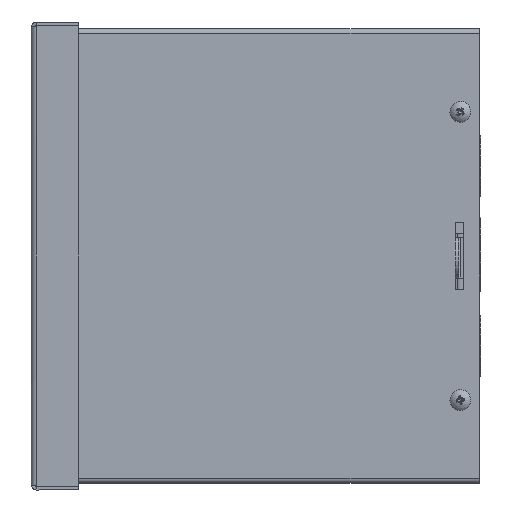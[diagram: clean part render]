
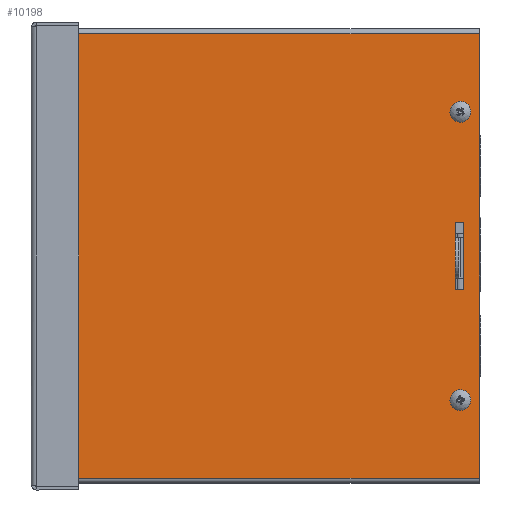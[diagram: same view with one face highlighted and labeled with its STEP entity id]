
A CAD part, front view. The second image highlights one B-rep face of the part: STEP entity #10198.
In plain terms, the highlighted face is planar.
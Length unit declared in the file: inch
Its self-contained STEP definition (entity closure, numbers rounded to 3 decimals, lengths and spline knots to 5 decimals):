
#9450=CARTESIAN_POINT('',(-2.172,-1.344,0.062));
#9451=VERTEX_POINT('',#9450);
#9452=CARTESIAN_POINT('',(-2.3285,-1.344,0.062));
#9453=DIRECTION('',(0.0,0.0,-1.0));
#9454=DIRECTION('',(-1.0,0.0,0.0));
#9455=AXIS2_PLACEMENT_3D('',#9452,#9453,#9454);
#9456=CIRCLE('',#9455,0.1565);
#9457=EDGE_CURVE('',#9451,#9451,#9456,.T.);
#9478=CARTESIAN_POINT('',(-7.485,-1.344,0.062));
#9479=VERTEX_POINT('',#9478);
#9480=CARTESIAN_POINT('',(-7.6415,-1.344,0.062));
#9481=DIRECTION('',(0.0,0.0,-1.0));
#9482=DIRECTION('',(-1.0,0.0,0.0));
#9483=AXIS2_PLACEMENT_3D('',#9480,#9481,#9482);
#9484=CIRCLE('',#9483,0.1565);
#9485=EDGE_CURVE('',#9479,#9479,#9484,.T.);
#9506=CARTESIAN_POINT('',(-2.172,-8.656,0.062));
#9507=VERTEX_POINT('',#9506);
#9508=CARTESIAN_POINT('',(-2.3285,-8.656,0.062));
#9509=DIRECTION('',(0.0,0.0,-1.0));
#9510=DIRECTION('',(-1.0,0.0,0.0));
#9511=AXIS2_PLACEMENT_3D('',#9508,#9509,#9510);
#9512=CIRCLE('',#9511,0.1565);
#9513=EDGE_CURVE('',#9507,#9507,#9512,.T.);
#9534=CARTESIAN_POINT('',(-7.485,-8.656,0.062));
#9535=VERTEX_POINT('',#9534);
#9536=CARTESIAN_POINT('',(-7.6415,-8.656,0.062));
#9537=DIRECTION('',(0.0,0.0,-1.0));
#9538=DIRECTION('',(-1.0,0.0,0.0));
#9539=AXIS2_PLACEMENT_3D('',#9536,#9537,#9538);
#9540=CIRCLE('',#9539,0.1565);
#9541=EDGE_CURVE('',#9535,#9535,#9540,.T.);
#9551=CARTESIAN_POINT('',(-5.6095,-8.56588,0.062));
#9552=VERTEX_POINT('',#9551);
#9553=CARTESIAN_POINT('',(-4.3595,-8.56588,0.062));
#9554=VERTEX_POINT('',#9553);
#9555=CARTESIAN_POINT('',(-5.6095,-8.56588,0.062));
#9556=DIRECTION('',(1.0,0.0,0.0));
#9557=VECTOR('',#9556,1.25);
#9558=LINE('',#9555,#9557);
#9559=EDGE_CURVE('',#9552,#9554,#9558,.T.);
#9591=CARTESIAN_POINT('',(-5.6095,-8.72213,0.062));
#9592=VERTEX_POINT('',#9591);
#9593=CARTESIAN_POINT('',(-5.6095,-8.72213,0.062));
#9594=DIRECTION('',(0.0,1.0,0.0));
#9595=VECTOR('',#9594,0.15625);
#9596=LINE('',#9593,#9595);
#9597=EDGE_CURVE('',#9592,#9552,#9596,.T.);
#9622=CARTESIAN_POINT('',(-4.3595,-8.72213,0.062));
#9623=VERTEX_POINT('',#9622);
#9624=CARTESIAN_POINT('',(-4.3595,-8.72213,0.062));
#9625=DIRECTION('',(-1.0,0.0,0.0));
#9626=VECTOR('',#9625,1.25);
#9627=LINE('',#9624,#9626);
#9628=EDGE_CURVE('',#9623,#9592,#9627,.T.);
#9660=CARTESIAN_POINT('',(-4.3595,-8.56588,0.062));
#9661=DIRECTION('',(0.0,-1.0,0.0));
#9662=VECTOR('',#9661,0.15625);
#9663=LINE('',#9660,#9662);
#9664=EDGE_CURVE('',#9554,#9623,#9663,.T.);
#9685=CARTESIAN_POINT('',(-0.89075,-1.,0.062));
#9686=VERTEX_POINT('',#9685);
#9694=CARTESIAN_POINT('',(-0.89075,-9.,0.062));
#9695=VERTEX_POINT('',#9694);
#9696=CARTESIAN_POINT('',(-0.89075,-9.,0.062));
#9697=DIRECTION('',(0.0,1.0,0.0));
#9698=VECTOR('',#9697,8.);
#9699=LINE('',#9696,#9698);
#9700=EDGE_CURVE('',#9695,#9686,#9699,.T.);
#9921=CARTESIAN_POINT('',(-9.07925,-9.,0.062));
#9922=VERTEX_POINT('',#9921);
#9930=CARTESIAN_POINT('',(-9.07925,-1.,0.062));
#9931=VERTEX_POINT('',#9930);
#9932=CARTESIAN_POINT('',(-9.07925,-1.,0.062));
#9933=DIRECTION('',(0.0,-1.0,0.0));
#9934=VECTOR('',#9933,8.0);
#9935=LINE('',#9932,#9934);
#9936=EDGE_CURVE('',#9931,#9922,#9935,.T.);
#10148=CARTESIAN_POINT('',(-9.07925,-1.,0.062));
#10149=DIRECTION('',(1.0,0.0,0.0));
#10150=VECTOR('',#10149,8.1885);
#10151=LINE('',#10148,#10150);
#10152=EDGE_CURVE('',#9931,#9686,#10151,.T.);
#10164=CARTESIAN_POINT('',(-4.985,-5.,0.062));
#10165=DIRECTION('',(0.0,0.0,1.0));
#10166=DIRECTION('',(1.0,0.0,0.0));
#10167=AXIS2_PLACEMENT_3D('',#10164,#10165,#10166);
#10168=PLANE('',#10167);
#10169=ORIENTED_EDGE('',*,*,#9936,.T.);
#10170=CARTESIAN_POINT('',(-0.89075,-9.,0.062));
#10171=DIRECTION('',(-1.0,0.0,0.0));
#10172=VECTOR('',#10171,8.1885);
#10173=LINE('',#10170,#10172);
#10174=EDGE_CURVE('',#9695,#9922,#10173,.T.);
#10175=ORIENTED_EDGE('',*,*,#10174,.F.);
#10176=ORIENTED_EDGE('',*,*,#9700,.T.);
#10177=ORIENTED_EDGE('',*,*,#10152,.F.);
#10178=EDGE_LOOP('',(#10169,#10175,#10176,#10177));
#10179=FACE_OUTER_BOUND('',#10178,.T.);
#10180=ORIENTED_EDGE('',*,*,#9457,.T.);
#10181=EDGE_LOOP('',(#10180));
#10182=FACE_BOUND('',#10181,.T.);
#10183=ORIENTED_EDGE('',*,*,#9485,.T.);
#10184=EDGE_LOOP('',(#10183));
#10185=FACE_BOUND('',#10184,.T.);
#10186=ORIENTED_EDGE('',*,*,#9513,.T.);
#10187=EDGE_LOOP('',(#10186));
#10188=FACE_BOUND('',#10187,.T.);
#10189=ORIENTED_EDGE('',*,*,#9541,.T.);
#10190=EDGE_LOOP('',(#10189));
#10191=FACE_BOUND('',#10190,.T.);
#10192=ORIENTED_EDGE('',*,*,#9559,.T.);
#10193=ORIENTED_EDGE('',*,*,#9664,.T.);
#10194=ORIENTED_EDGE('',*,*,#9628,.T.);
#10195=ORIENTED_EDGE('',*,*,#9597,.T.);
#10196=EDGE_LOOP('',(#10192,#10193,#10194,#10195));
#10197=FACE_BOUND('',#10196,.T.);
#10198=ADVANCED_FACE('',(#10179,#10182,#10185,#10188,#10191,#10197),#10168,.T.);
